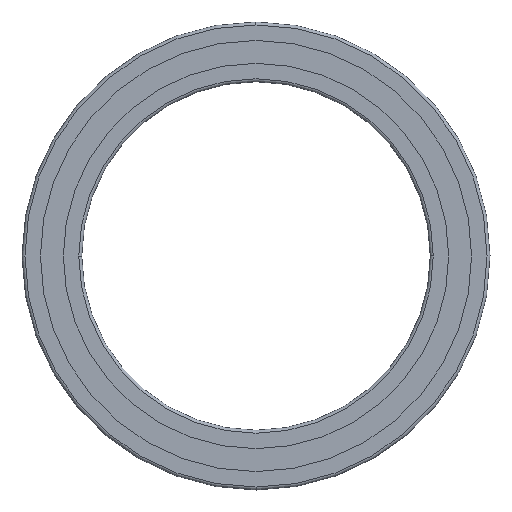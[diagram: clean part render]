
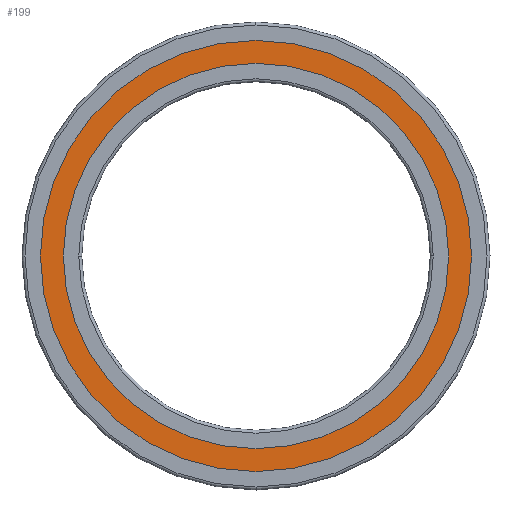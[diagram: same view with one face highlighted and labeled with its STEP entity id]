
A CAD part, left-side view. The second image highlights one B-rep face of the part: STEP entity #199.
In plain terms, the highlighted planar face has unit normal (-1, 0, 0).
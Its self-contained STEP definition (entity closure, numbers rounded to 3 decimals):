
#1 = VERTEX_POINT ( 'NONE', #697 ) ;
#7 = DIRECTION ( 'NONE',  ( 0., 1., 0. ) ) ;
#99 = DIRECTION ( 'NONE',  ( 1., 0., 0. ) ) ;
#101 = EDGE_CURVE ( 'NONE', #458, #121, #654, .T. ) ;
#106 = FACE_OUTER_BOUND ( 'NONE', #637, .T. ) ;
#118 = DIRECTION ( 'NONE',  ( 1., 0., 0. ) ) ;
#121 = VERTEX_POINT ( 'NONE', #714 ) ;
#135 = ORIENTED_EDGE ( 'NONE', *, *, #354, .F. ) ;
#177 = ORIENTED_EDGE ( 'NONE', *, *, #387, .T. ) ;
#199 = ADVANCED_FACE ( 'NONE', ( #402, #106 ), #317, .F. ) ;
#214 = DIRECTION ( 'NONE',  ( 0., 0., -1. ) ) ;
#220 = CARTESIAN_POINT ( 'NONE',  ( -2.85, 0., -19.35 ) ) ;
#242 = CIRCLE ( 'NONE', #587, 21.65 ) ;
#260 = DIRECTION ( 'NONE',  ( 0., 0., -1. ) ) ;
#264 = DIRECTION ( 'NONE',  ( 1., 0., 0. ) ) ;
#295 = ORIENTED_EDGE ( 'NONE', *, *, #327, .T. ) ;
#317 = PLANE ( 'NONE',  #651 ) ;
#327 = EDGE_CURVE ( 'NONE', #453, #1, #504, .T. ) ;
#341 = ORIENTED_EDGE ( 'NONE', *, *, #101, .F. ) ;
#354 = EDGE_CURVE ( 'NONE', #121, #458, #242, .T. ) ;
#387 = EDGE_CURVE ( 'NONE', #1, #453, #624, .T. ) ;
#402 = FACE_BOUND ( 'NONE', #690, .T. ) ;
#427 = AXIS2_PLACEMENT_3D ( 'NONE', #650, #586, #214 ) ;
#433 = CARTESIAN_POINT ( 'NONE',  ( -2.85, 0., 0. ) ) ;
#453 = VERTEX_POINT ( 'NONE', #220 ) ;
#458 = VERTEX_POINT ( 'NONE', #503 ) ;
#495 = DIRECTION ( 'NONE',  ( 0., 0., -1. ) ) ;
#503 = CARTESIAN_POINT ( 'NONE',  ( -2.85, 0., 21.65 ) ) ;
#504 = CIRCLE ( 'NONE', #689, 19.35 ) ;
#505 = CARTESIAN_POINT ( 'NONE',  ( -2.85, 19.35, 0. ) ) ;
#546 = CARTESIAN_POINT ( 'NONE',  ( -2.85, 0., 0. ) ) ;
#586 = DIRECTION ( 'NONE',  ( 1., 0., 0. ) ) ;
#587 = AXIS2_PLACEMENT_3D ( 'NONE', #702, #704, #260 ) ;
#619 = AXIS2_PLACEMENT_3D ( 'NONE', #433, #99, #495 ) ;
#624 = CIRCLE ( 'NONE', #427, 19.35 ) ;
#637 = EDGE_LOOP ( 'NONE', ( #135, #341 ) ) ;
#650 = CARTESIAN_POINT ( 'NONE',  ( -2.85, 0., 0. ) ) ;
#651 = AXIS2_PLACEMENT_3D ( 'NONE', #505, #118, #7 ) ;
#654 = CIRCLE ( 'NONE', #619, 21.65 ) ;
#689 = AXIS2_PLACEMENT_3D ( 'NONE', #546, #264, #708 ) ;
#690 = EDGE_LOOP ( 'NONE', ( #295, #177 ) ) ;
#697 = CARTESIAN_POINT ( 'NONE',  ( -2.85, 0., 19.35 ) ) ;
#702 = CARTESIAN_POINT ( 'NONE',  ( -2.85, 0., 0. ) ) ;
#704 = DIRECTION ( 'NONE',  ( 1., 0., 0. ) ) ;
#708 = DIRECTION ( 'NONE',  ( 0., 0., -1. ) ) ;
#714 = CARTESIAN_POINT ( 'NONE',  ( -2.85, 0., -21.65 ) ) ;
